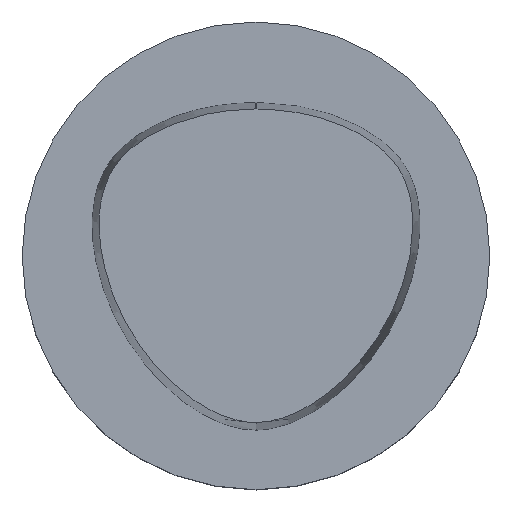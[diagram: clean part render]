
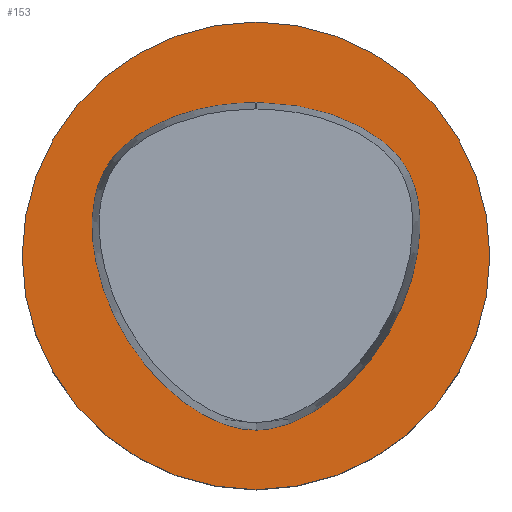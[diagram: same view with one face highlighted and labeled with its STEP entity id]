
A CAD part, top view. The second image highlights one B-rep face of the part: STEP entity #153.
In plain terms, the highlighted planar face has unit normal (0, 0, 1).
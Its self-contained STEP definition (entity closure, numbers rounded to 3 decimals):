
#98=EDGE_CURVE('Unnamed[1]',#231,#232,#233,.T.);
#127=EDGE_CURVE('Unnamed[1]',#275,#275,#276,.T.);
#135=EDGE_CURVE('Unnamed[1]',#232,#268,#286,.T.);
#144=EDGE_CURVE('Unnamed[1]',#268,#231,#296,.T.);
#153=ADVANCED_FACE('Unnamed[1]',(#307,#308),#309,.T.);
#231=VERTEX_POINT('',#399);
#232=VERTEX_POINT('',#400);
#233=B_SPLINE_CURVE_WITH_KNOTS('',3,(#401,#402,#403,#404,#405,#406,#407,#408,#409,#410,#411,#412,#413,#414,#415,#416,#417,#418),.UNSPECIFIED.,.F.,.F.,(4,1,1,1,1,1,1,1,1,2,1,1,1,1,4),(-6.615,-6.202,-5.788,-5.375,-4.961,-4.134,-3.308,-2.894,-2.481,-2.067,-1.654,-1.24,-0.827,-0.413,0.0),.UNSPECIFIED.);
#268=VERTEX_POINT('',#564);
#275=VERTEX_POINT('',#574);
#276=CIRCLE('',#575,31.5);
#286=CIRCLE('',#587,0.95);
#296=B_SPLINE_CURVE_WITH_KNOTS('',3,(#601,#602,#603,#604,#605,#606,#607,#608,#609,#610,#611,#612,#613,#614,#615,#616,#617),.UNSPECIFIED.,.F.,.F.,(4,1,1,1,1,1,1,1,1,1,1,1,1,1,4),(-13.23,-12.817,-12.403,-11.99,-11.576,-11.163,-10.956,-10.75,-10.336,-9.923,-9.096,-8.269,-7.442,-7.029,-6.615),.UNSPECIFIED.);
#307=FACE_BOUND('',#633,.T.);
#308=FACE_OUTER_BOUND('',#634,.T.);
#309=PLANE('',#635);
#399=CARTESIAN_POINT('',(0.044,-23.469,0.));
#400=CARTESIAN_POINT('',(-0.045,20.677,0.));
#401=CARTESIAN_POINT('',(0.044,-23.469,0.));
#402=CARTESIAN_POINT('',(-1.471,-23.477,0.));
#403=CARTESIAN_POINT('',(-4.439,-22.821,0.));
#404=CARTESIAN_POINT('',(-8.35,-20.8,0.));
#405=CARTESIAN_POINT('',(-11.745,-18.156,0.));
#406=CARTESIAN_POINT('',(-15.699,-14.041,0.));
#407=CARTESIAN_POINT('',(-19.535,-8.006,0.));
#408=CARTESIAN_POINT('',(-21.721,-1.161,0.0));
#409=CARTESIAN_POINT('',(-22.249,4.55,0.0));
#410=CARTESIAN_POINT('',(-21.665,9.002,0.0));
#411=CARTESIAN_POINT('',(-20.395,11.778,0.0));
#412=CARTESIAN_POINT('',(-18.593,14.198,0.0));
#413=CARTESIAN_POINT('',(-16.323,16.178,0.0));
#414=CARTESIAN_POINT('',(-12.508,18.252,0.));
#415=CARTESIAN_POINT('',(-8.468,19.679,0.));
#416=CARTESIAN_POINT('',(-4.23,20.488,0.));
#417=CARTESIAN_POINT('',(-1.423,20.613,0.));
#418=CARTESIAN_POINT('',(-0.045,20.677,0.));
#564=CARTESIAN_POINT('',(0.045,20.677,0.));
#574=CARTESIAN_POINT('',(0.,31.5,0.));
#575=AXIS2_PLACEMENT_3D('',#820,#821,#822);
#587=AXIS2_PLACEMENT_3D('',#830,#831,#832);
#601=CARTESIAN_POINT('',(0.045,20.677,0.));
#602=CARTESIAN_POINT('',(1.424,20.61,0.));
#603=CARTESIAN_POINT('',(4.223,20.484,0.));
#604=CARTESIAN_POINT('',(8.472,19.689,0.));
#605=CARTESIAN_POINT('',(12.514,18.243,0.0));
#606=CARTESIAN_POINT('',(16.304,16.173,0.));
#607=CARTESIAN_POINT('',(19.145,13.704,0.));
#608=CARTESIAN_POINT('',(20.732,11.101,0.0));
#609=CARTESIAN_POINT('',(21.783,8.281,0.));
#610=CARTESIAN_POINT('',(22.226,4.609,0.0));
#611=CARTESIAN_POINT('',(21.744,-1.113,0.0));
#612=CARTESIAN_POINT('',(19.552,-7.954,0.0));
#613=CARTESIAN_POINT('',(14.957,-15.209,0.0));
#614=CARTESIAN_POINT('',(9.668,-20.083,0.));
#615=CARTESIAN_POINT('',(4.516,-22.795,0.));
#616=CARTESIAN_POINT('',(1.559,-23.461,0.));
#617=CARTESIAN_POINT('',(0.044,-23.469,0.));
#633=EDGE_LOOP('',(#846,#847,#848));
#634=EDGE_LOOP('',(#849));
#635=AXIS2_PLACEMENT_3D('',#850,#851,#852);
#820=CARTESIAN_POINT('',(0.0,0.0,0.0));
#821=DIRECTION('',(0.,0.,-1.0));
#822=DIRECTION('',(0.,1.0,0.));
#830=CARTESIAN_POINT('',(-0.001,19.728,0.));
#831=DIRECTION('',(0.,0.,-1.0));
#832=DIRECTION('',(-0.046,0.999,0.));
#846=ORIENTED_EDGE('',*,*,#144,.T.);
#847=ORIENTED_EDGE('',*,*,#98,.T.);
#848=ORIENTED_EDGE('',*,*,#135,.T.);
#849=ORIENTED_EDGE('',*,*,#127,.F.);
#850=CARTESIAN_POINT('',(0.,15.75,0.));
#851=DIRECTION('',(0.,0.,1.0));
#852=DIRECTION('',(0.,-1.0,0.));
